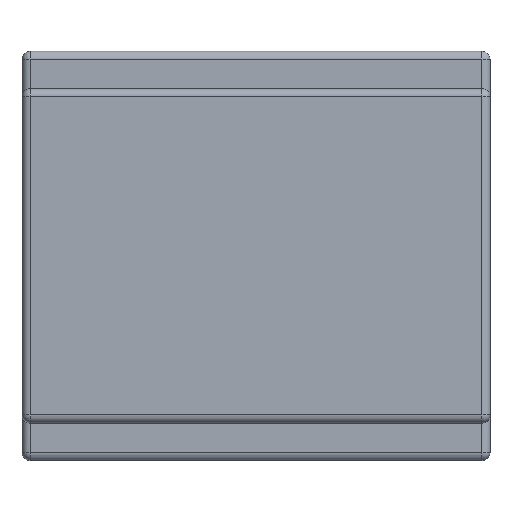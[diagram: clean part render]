
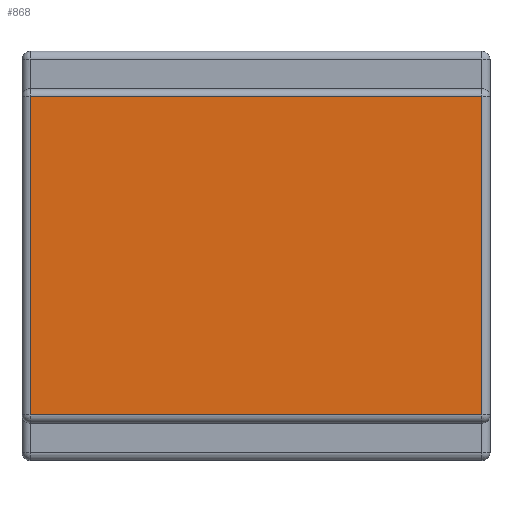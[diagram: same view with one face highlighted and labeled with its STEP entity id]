
A CAD part, top view. The second image highlights one B-rep face of the part: STEP entity #868.
In plain terms, the highlighted planar face has unit normal (0, 0, 1).
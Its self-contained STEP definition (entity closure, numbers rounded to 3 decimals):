
#505 = VERTEX_POINT('',#506);
#506 = CARTESIAN_POINT('',(-8.45,5.95,5.72));
#515 = VERTEX_POINT('',#516);
#516 = CARTESIAN_POINT('',(-8.45,-5.95,5.72));
#523 = EDGE_CURVE('',#505,#515,#524,.T.);
#524 = LINE('',#525,#526);
#525 = CARTESIAN_POINT('',(-8.45,6.25,5.72));
#526 = VECTOR('',#527,1.);
#527 = DIRECTION('',(0.,-1.,0.));
#706 = VERTEX_POINT('',#707);
#707 = CARTESIAN_POINT('',(8.45,5.95,5.72));
#716 = VERTEX_POINT('',#717);
#717 = CARTESIAN_POINT('',(8.45,-5.95,5.72));
#724 = EDGE_CURVE('',#706,#716,#725,.T.);
#725 = LINE('',#726,#727);
#726 = CARTESIAN_POINT('',(8.45,6.25,5.72));
#727 = VECTOR('',#728,1.);
#728 = DIRECTION('',(0.,-1.,0.));
#868 = ADVANCED_FACE('',(#869),#885,.F.);
#869 = FACE_BOUND('',#870,.F.);
#870 = EDGE_LOOP('',(#871,#877,#878,#884));
#871 = ORIENTED_EDGE('',*,*,#872,.T.);
#872 = EDGE_CURVE('',#505,#706,#873,.T.);
#873 = LINE('',#874,#875);
#874 = CARTESIAN_POINT('',(-8.75,5.95,5.72));
#875 = VECTOR('',#876,1.);
#876 = DIRECTION('',(1.,0.,0.));
#877 = ORIENTED_EDGE('',*,*,#724,.T.);
#878 = ORIENTED_EDGE('',*,*,#879,.F.);
#879 = EDGE_CURVE('',#515,#716,#880,.T.);
#880 = LINE('',#881,#882);
#881 = CARTESIAN_POINT('',(-8.75,-5.95,5.72));
#882 = VECTOR('',#883,1.);
#883 = DIRECTION('',(1.,0.,0.));
#884 = ORIENTED_EDGE('',*,*,#523,.F.);
#885 = PLANE('',#886);
#886 = AXIS2_PLACEMENT_3D('',#887,#888,#889);
#887 = CARTESIAN_POINT('',(-8.75,6.25,5.72));
#888 = DIRECTION('',(0.,0.,-1.));
#889 = DIRECTION('',(0.,-1.,0.));
